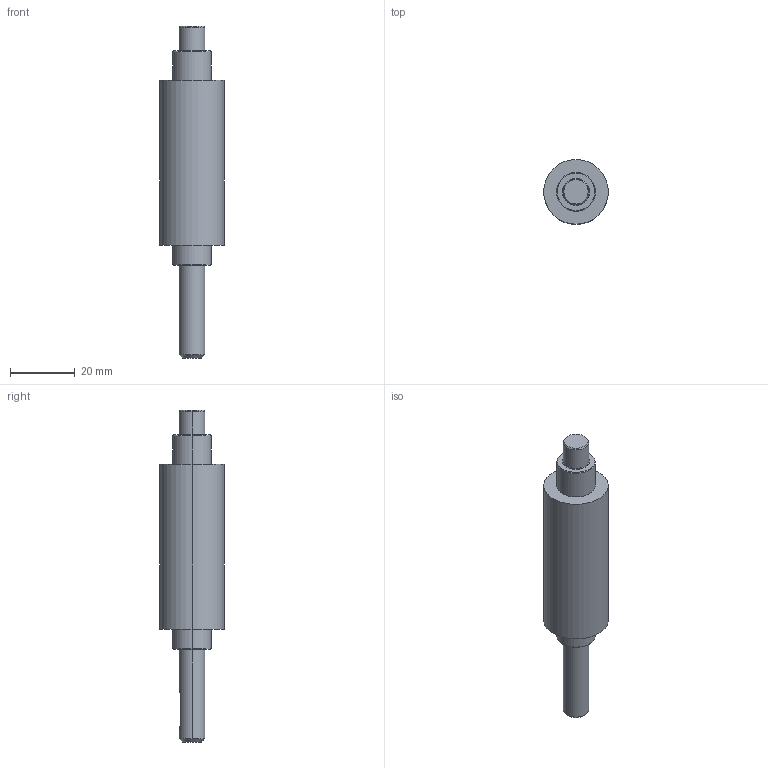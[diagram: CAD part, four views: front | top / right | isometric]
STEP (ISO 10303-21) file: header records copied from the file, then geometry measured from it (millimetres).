
FILE_DESCRIPTION (( 'STEP AP214' ), '1' );
FILE_NAME ('ALTI_AXE_01-F.STEP', '2020-12-02T11:39:30', ( '' ), ( '' ), 'SwSTEP 2.0', 'SolidWorks 2020', '' );
FILE_SCHEMA (( 'AUTOMOTIVE_DESIGN' ));
Length unit declared in the file: millimetre
Products named in the file (1): ALTI_AXE_01-F
Bounding box: 20 x 20 x 102.7 mm (x, y, z)
Volume: 19499.5 mm3; surface area: 5389.7 mm2
Topology: 1 solids, 2 shells, 40 faces, 81 edges, 50 vertices
Faces by surface type: cylinder 17, plane 11, cone 8, torus 4
Entity records: 1139 total; most frequent: CARTESIAN_POINT 225, DIRECTION 207, ORIENTED_EDGE 162, AXIS2_PLACEMENT_3D 88, EDGE_CURVE 81, VERTEX_POINT 50, EDGE_LOOP 47, CIRCLE 47
